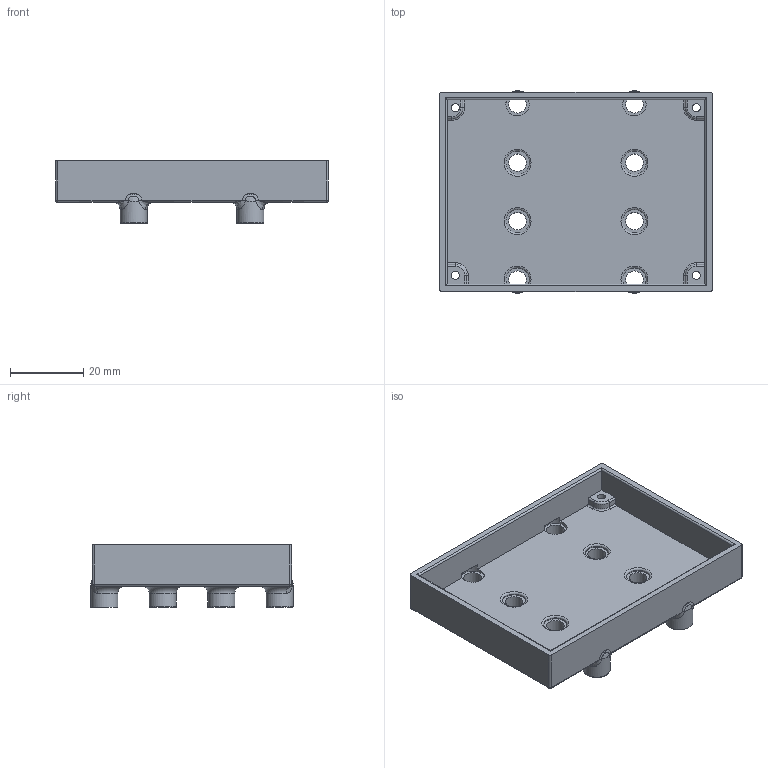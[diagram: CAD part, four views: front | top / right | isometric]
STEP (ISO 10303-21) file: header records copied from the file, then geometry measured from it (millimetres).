
FILE_DESCRIPTION(/* description */ (''),/* implementation_level */ '2;1');
FILE_NAME(/* name */ 'pcb_mount_box.step',/* time_stamp */ '2025-09-13T00:05:12+02:00',/* author */ (''),/* organization */ (''),/* preprocessor_version */ 'ST-DEVELOPER v20.1',/* originating_system */ 'Autodesk Translation Framework v14.10.0.0',/* authorisation */ '');
FILE_SCHEMA (('AUTOMOTIVE_DESIGN { 1 0 10303 214 3 1 1 }'));
Length unit declared in the file: millimetre
Products named in the file (1): Mounting Box
Bounding box: 74.6 x 55.4 x 17.2 mm (x, y, z)
Volume: 13790.7 mm3; surface area: 14981.8 mm2
Topology: 1 solids, 1 shells, 191 faces, 452 edges, 280 vertices
Faces by surface type: cylinder 72, plane 55, torus 32, bspline 24, cone 4, sphere 4
Full cylindrical faces by diameter (mm): 2.2 x4, 4.8 x8, 6.4 x16, 7.4 x8
Entity records: 6491 total; most frequent: CARTESIAN_POINT 1964, DIRECTION 984, ORIENTED_EDGE 904, EDGE_CURVE 452, AXIS2_PLACEMENT_3D 412, VERTEX_POINT 280, CIRCLE 232, EDGE_LOOP 232
